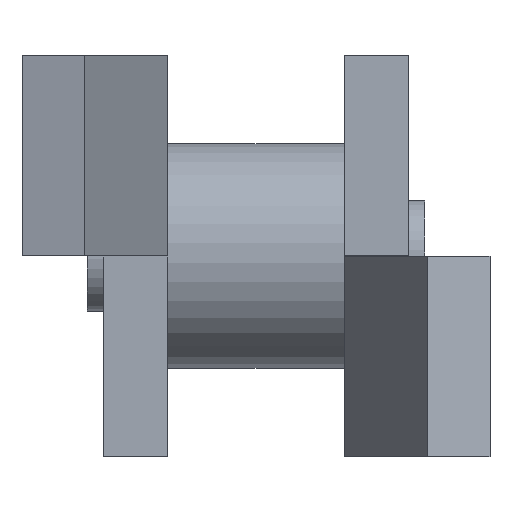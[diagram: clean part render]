
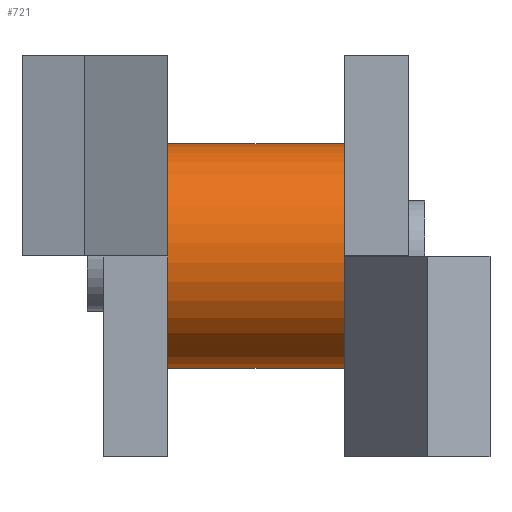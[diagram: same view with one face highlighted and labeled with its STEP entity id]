
A CAD part, left-side view. The second image highlights one B-rep face of the part: STEP entity #721.
In plain terms, the highlighted cylindrical face has radius 7 mm (diameter 14 mm), a full revolution.
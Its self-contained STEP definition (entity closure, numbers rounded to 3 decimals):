
#647=CARTESIAN_POINT('',(7.,0.,5.0));
#648=VERTEX_POINT('',#647);
#649=CARTESIAN_POINT('',(0.0,0.0,5.0));
#650=DIRECTION('',(0.0,0.0,1.0));
#651=DIRECTION('',(-1.0,0.0,0.0));
#652=AXIS2_PLACEMENT_3D('',#649,#650,#651);
#653=CIRCLE('',#652,7.);
#654=EDGE_CURVE('',#648,#648,#653,.T.);
#695=CARTESIAN_POINT('',(7.,0.,16.0));
#696=VERTEX_POINT('',#695);
#697=CARTESIAN_POINT('',(0.0,0.0,16.0));
#698=DIRECTION('',(0.0,0.0,-1.0));
#699=DIRECTION('',(-1.0,0.0,0.0));
#700=AXIS2_PLACEMENT_3D('',#697,#698,#699);
#701=CIRCLE('',#700,7.);
#702=EDGE_CURVE('',#696,#696,#701,.T.);
#710=CARTESIAN_POINT('',(0.0,0.0,0.0));
#711=DIRECTION('',(0.0,0.0,1.0));
#712=DIRECTION('',(-1.0,0.0,0.0));
#713=AXIS2_PLACEMENT_3D('',#710,#711,#712);
#714=CYLINDRICAL_SURFACE('',#713,7.);
#715=ORIENTED_EDGE('',*,*,#654,.T.);
#716=EDGE_LOOP('',(#715));
#717=FACE_OUTER_BOUND('',#716,.T.);
#718=ORIENTED_EDGE('',*,*,#702,.T.);
#719=EDGE_LOOP('',(#718));
#720=FACE_BOUND('',#719,.T.);
#721=ADVANCED_FACE('',(#717,#720),#714,.T.);
